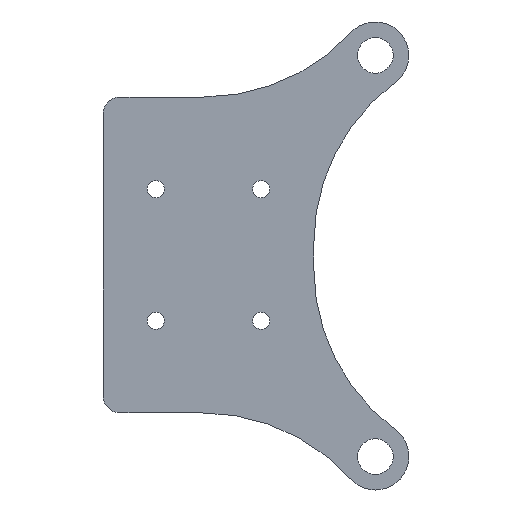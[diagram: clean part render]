
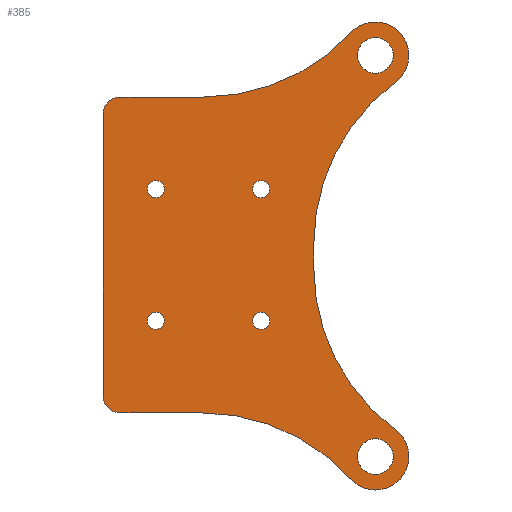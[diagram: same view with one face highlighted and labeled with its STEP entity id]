
A CAD part, front view. The second image highlights one B-rep face of the part: STEP entity #385.
In plain terms, the highlighted planar face has unit normal (0, -1, 0).
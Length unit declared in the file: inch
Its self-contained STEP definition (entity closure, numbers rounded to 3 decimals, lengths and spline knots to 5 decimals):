
#15=FACE_BOUND('',#62,.T.);
#16=FACE_BOUND('',#63,.T.);
#17=FACE_BOUND('',#64,.T.);
#18=FACE_BOUND('',#65,.T.);
#19=FACE_BOUND('',#66,.T.);
#20=FACE_BOUND('',#67,.T.);
#28=PLANE('',#441);
#41=FACE_OUTER_BOUND('',#61,.T.);
#61=EDGE_LOOP('',(#287,#288,#289,#290,#291,#292,#293,#294,#295,#296,#297,
#298));
#62=EDGE_LOOP('',(#299));
#63=EDGE_LOOP('',(#300));
#64=EDGE_LOOP('',(#301));
#65=EDGE_LOOP('',(#302));
#66=EDGE_LOOP('',(#303));
#67=EDGE_LOOP('',(#304));
#93=LINE('',#639,#119);
#96=LINE('',#645,#122);
#97=LINE('',#653,#123);
#98=LINE('',#661,#124);
#119=VECTOR('',#521,0.3937);
#122=VECTOR('',#526,0.3937);
#123=VECTOR('',#533,0.3937);
#124=VECTOR('',#540,0.3937);
#137=CIRCLE('',#420,0.06382);
#139=CIRCLE('',#423,0.06382);
#141=CIRCLE('',#426,0.06382);
#143=CIRCLE('',#429,0.06382);
#145=CIRCLE('',#432,0.133);
#147=CIRCLE('',#435,0.133);
#150=CIRCLE('',#439,0.125);
#151=CIRCLE('',#442,1.5);
#152=CIRCLE('',#443,0.25);
#153=CIRCLE('',#444,1.5);
#154=CIRCLE('',#445,1.5);
#155=CIRCLE('',#446,0.25);
#156=CIRCLE('',#447,1.5);
#157=CIRCLE('',#448,0.125);
#165=VERTEX_POINT('',#593);
#167=VERTEX_POINT('',#599);
#169=VERTEX_POINT('',#605);
#171=VERTEX_POINT('',#611);
#173=VERTEX_POINT('',#617);
#175=VERTEX_POINT('',#623);
#179=VERTEX_POINT('',#632);
#180=VERTEX_POINT('',#634);
#181=VERTEX_POINT('',#638);
#183=VERTEX_POINT('',#644);
#184=VERTEX_POINT('',#646);
#185=VERTEX_POINT('',#648);
#186=VERTEX_POINT('',#650);
#187=VERTEX_POINT('',#652);
#188=VERTEX_POINT('',#654);
#189=VERTEX_POINT('',#656);
#190=VERTEX_POINT('',#658);
#191=VERTEX_POINT('',#660);
#201=EDGE_CURVE('',#165,#165,#137,.T.);
#204=EDGE_CURVE('',#167,#167,#139,.T.);
#207=EDGE_CURVE('',#169,#169,#141,.T.);
#210=EDGE_CURVE('',#171,#171,#143,.T.);
#213=EDGE_CURVE('',#173,#173,#145,.T.);
#216=EDGE_CURVE('',#175,#175,#147,.T.);
#221=EDGE_CURVE('',#179,#180,#150,.T.);
#223=EDGE_CURVE('',#180,#181,#93,.T.);
#226=EDGE_CURVE('',#183,#179,#96,.T.);
#227=EDGE_CURVE('',#184,#183,#151,.T.);
#228=EDGE_CURVE('',#185,#184,#152,.T.);
#229=EDGE_CURVE('',#186,#185,#153,.T.);
#230=EDGE_CURVE('',#187,#186,#97,.T.);
#231=EDGE_CURVE('',#188,#187,#154,.T.);
#232=EDGE_CURVE('',#189,#188,#155,.T.);
#233=EDGE_CURVE('',#190,#189,#156,.T.);
#234=EDGE_CURVE('',#191,#190,#98,.T.);
#235=EDGE_CURVE('',#181,#191,#157,.T.);
#287=ORIENTED_EDGE('',*,*,#221,.F.);
#288=ORIENTED_EDGE('',*,*,#226,.F.);
#289=ORIENTED_EDGE('',*,*,#227,.F.);
#290=ORIENTED_EDGE('',*,*,#228,.F.);
#291=ORIENTED_EDGE('',*,*,#229,.F.);
#292=ORIENTED_EDGE('',*,*,#230,.F.);
#293=ORIENTED_EDGE('',*,*,#231,.F.);
#294=ORIENTED_EDGE('',*,*,#232,.F.);
#295=ORIENTED_EDGE('',*,*,#233,.F.);
#296=ORIENTED_EDGE('',*,*,#234,.F.);
#297=ORIENTED_EDGE('',*,*,#235,.F.);
#298=ORIENTED_EDGE('',*,*,#223,.F.);
#299=ORIENTED_EDGE('',*,*,#201,.T.);
#300=ORIENTED_EDGE('',*,*,#204,.T.);
#301=ORIENTED_EDGE('',*,*,#207,.T.);
#302=ORIENTED_EDGE('',*,*,#210,.T.);
#303=ORIENTED_EDGE('',*,*,#213,.T.);
#304=ORIENTED_EDGE('',*,*,#216,.T.);
#385=ADVANCED_FACE('',(#41,#15,#16,#17,#18,#19,#20),#28,.F.);
#420=AXIS2_PLACEMENT_3D('',#594,#471,#472);
#423=AXIS2_PLACEMENT_3D('',#600,#478,#479);
#426=AXIS2_PLACEMENT_3D('',#606,#485,#486);
#429=AXIS2_PLACEMENT_3D('',#612,#492,#493);
#432=AXIS2_PLACEMENT_3D('',#618,#499,#500);
#435=AXIS2_PLACEMENT_3D('',#624,#506,#507);
#439=AXIS2_PLACEMENT_3D('',#635,#516,#517);
#441=AXIS2_PLACEMENT_3D('',#643,#524,#525);
#442=AXIS2_PLACEMENT_3D('',#647,#527,#528);
#443=AXIS2_PLACEMENT_3D('',#649,#529,#530);
#444=AXIS2_PLACEMENT_3D('',#651,#531,#532);
#445=AXIS2_PLACEMENT_3D('',#655,#534,#535);
#446=AXIS2_PLACEMENT_3D('',#657,#536,#537);
#447=AXIS2_PLACEMENT_3D('',#659,#538,#539);
#448=AXIS2_PLACEMENT_3D('',#662,#541,#542);
#471=DIRECTION('center_axis',(0.,1.,0.));
#472=DIRECTION('ref_axis',(-1.,0.,0.));
#478=DIRECTION('center_axis',(0.,1.,0.));
#479=DIRECTION('ref_axis',(-1.,0.,0.));
#485=DIRECTION('center_axis',(0.,1.,0.));
#486=DIRECTION('ref_axis',(-1.,0.,0.));
#492=DIRECTION('center_axis',(0.,1.,0.));
#493=DIRECTION('ref_axis',(-1.,0.,0.));
#499=DIRECTION('center_axis',(0.,1.,0.));
#500=DIRECTION('ref_axis',(-1.,0.,0.));
#506=DIRECTION('center_axis',(0.,1.,0.));
#507=DIRECTION('ref_axis',(-1.,0.,0.));
#516=DIRECTION('center_axis',(0.,1.,0.));
#517=DIRECTION('ref_axis',(-0.707,0.,-0.707));
#521=DIRECTION('',(0.,0.,1.));
#524=DIRECTION('center_axis',(0.,1.,0.));
#525=DIRECTION('ref_axis',(0.,0.,1.));
#526=DIRECTION('',(-1.,0.,0.));
#527=DIRECTION('center_axis',(0.,-1.,0.));
#528=DIRECTION('ref_axis',(0.,0.,-1.));
#529=DIRECTION('center_axis',(0.,1.,0.));
#530=DIRECTION('ref_axis',(0.594,0.,0.805));
#531=DIRECTION('center_axis',(0.,-1.,0.));
#532=DIRECTION('ref_axis',(0.594,0.,0.805));
#533=DIRECTION('',(0.,0.,-1.));
#534=DIRECTION('center_axis',(0.,-1.,0.));
#535=DIRECTION('ref_axis',(1.,0.,0.));
#536=DIRECTION('center_axis',(0.,1.,0.));
#537=DIRECTION('ref_axis',(-0.734,0.,0.679));
#538=DIRECTION('center_axis',(0.,-1.,0.));
#539=DIRECTION('ref_axis',(-0.734,0.,0.679));
#540=DIRECTION('',(1.,0.,0.));
#541=DIRECTION('center_axis',(0.,1.,0.));
#542=DIRECTION('ref_axis',(-0.707,0.,0.707));
#593=CARTESIAN_POINT('',(0.45752,0.,0.49213));
#594=CARTESIAN_POINT('Origin',(0.3937,0.,0.49213));
#599=CARTESIAN_POINT('',(-0.32988,0.,0.49213));
#600=CARTESIAN_POINT('Origin',(-0.3937,0.,0.49213));
#605=CARTESIAN_POINT('',(-0.32988,0.,-0.49213));
#606=CARTESIAN_POINT('Origin',(-0.3937,0.,-0.49213));
#611=CARTESIAN_POINT('',(0.45752,0.,-0.49213));
#612=CARTESIAN_POINT('Origin',(0.3937,0.,-0.49213));
#617=CARTESIAN_POINT('',(1.3817,0.,1.49213));
#618=CARTESIAN_POINT('Origin',(1.2487,0.,1.49213));
#623=CARTESIAN_POINT('',(1.3817,0.,-1.50787));
#624=CARTESIAN_POINT('Origin',(1.2487,0.,-1.50787));
#632=CARTESIAN_POINT('',(-0.6624,0.,-1.1811));
#634=CARTESIAN_POINT('',(-0.7874,0.,-1.0561));
#635=CARTESIAN_POINT('Origin',(-0.6624,0.,-1.0561));
#638=CARTESIAN_POINT('',(-0.7874,0.,1.0561));
#639=CARTESIAN_POINT('',(-0.7874,0.,-1.1811));
#643=CARTESIAN_POINT('Origin',(0.35565,0.,-0.00787));
#644=CARTESIAN_POINT('',(-0.04977,0.,-1.1811));
#645=CARTESIAN_POINT('',(0.7874,0.,-1.1811));
#646=CARTESIAN_POINT('',(1.0632,0.,-1.67548));
#647=CARTESIAN_POINT('Origin',(-0.04977,0.,-2.6811));
#648=CARTESIAN_POINT('',(1.39709,0.,-1.30667));
#649=CARTESIAN_POINT('Origin',(1.2487,0.,-1.50787));
#650=CARTESIAN_POINT('',(0.7874,0.,-0.09947));
#651=CARTESIAN_POINT('Origin',(2.2874,0.,-0.09947));
#652=CARTESIAN_POINT('',(0.7874,0.,0.08372));
#653=CARTESIAN_POINT('',(0.7874,0.,1.1811));
#654=CARTESIAN_POINT('',(1.39709,0.,1.29093));
#655=CARTESIAN_POINT('Origin',(2.2874,0.,0.08372));
#656=CARTESIAN_POINT('',(1.06526,0.,1.66198));
#657=CARTESIAN_POINT('Origin',(1.2487,0.,1.49213));
#658=CARTESIAN_POINT('',(-0.03537,0.,1.1811));
#659=CARTESIAN_POINT('Origin',(-0.03537,0.,2.6811));
#660=CARTESIAN_POINT('',(-0.6624,0.,1.1811));
#661=CARTESIAN_POINT('',(-0.7874,0.,1.1811));
#662=CARTESIAN_POINT('Origin',(-0.6624,0.,1.0561));
